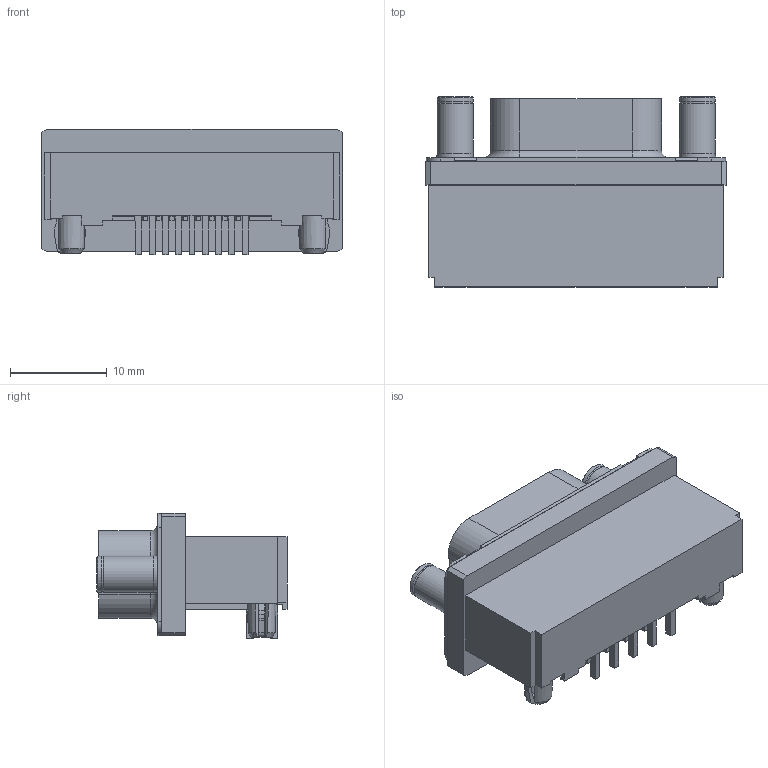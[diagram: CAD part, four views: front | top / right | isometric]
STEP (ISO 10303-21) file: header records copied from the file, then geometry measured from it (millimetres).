
FILE_DESCRIPTION(/* description */ (''),/* implementation_level */ '2;1');
FILE_NAME(/* name */ 'ERNI_154110.stp',/* time_stamp */ '2017-08-16T13:57:23+02:00',/* author */ ('jchouvet'),/* organization */ ('SolidWorks'),/* preprocessor_version */ 'ST-DEVELOPER v16.1',/* originating_system */ 'AutoCAD Mechanical',/* authorisation */ ' ');
FILE_SCHEMA (('AUTOMOTIVE_DESIGN { 1 0 10303 214 3 1 1 }'));
Length unit declared in the file: millimetre
Products named in the file (1): Product
Bounding box: 31 x 19.62 x 12.91 mm (x, y, z)
Volume: 3477.4 mm3; surface area: 3709.6 mm2
Topology: 30 solids, 34 shells, 529 faces, 1322 edges, 868 vertices
Faces by surface type: plane 400, cylinder 98, cone 21, torus 10
Full cylindrical faces by diameter (mm): 1 x9, 2.459 x2, 3 x2, 3.7 x4
Entity records: 15472 total; most frequent: CARTESIAN_POINT 2816, ORIENTED_EDGE 2576, DIRECTION 2529, EDGE_CURVE 1284, LINE 1035, VECTOR 1035, VERTEX_POINT 862, AXIS2_PLACEMENT_3D 747
